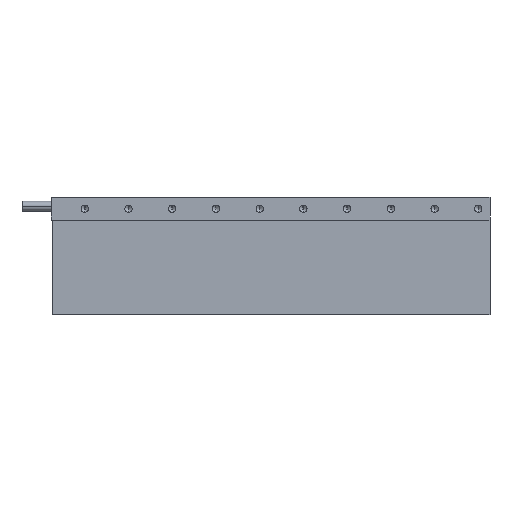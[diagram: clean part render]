
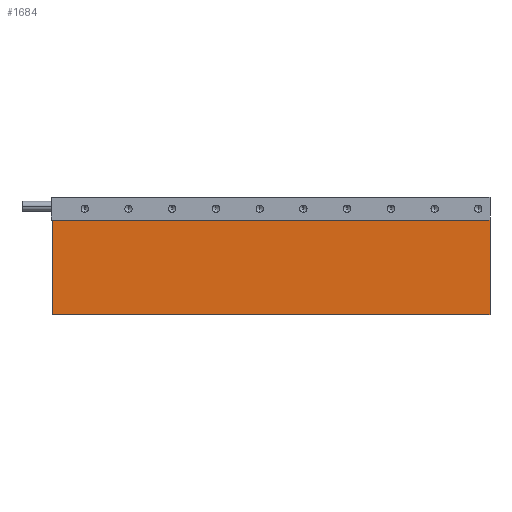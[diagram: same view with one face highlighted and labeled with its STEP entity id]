
A CAD part, front view. The second image highlights one B-rep face of the part: STEP entity #1684.
In plain terms, the highlighted planar face has unit normal (0, -1, 0).
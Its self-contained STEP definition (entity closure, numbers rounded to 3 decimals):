
#27 = EDGE_CURVE ( 'NONE', #4378, #524, #2821, .T. ) ;
#236 = CARTESIAN_POINT ( 'NONE',  ( -149.5, -3.05, -64.8 ) ) ;
#524 = VERTEX_POINT ( 'NONE', #3598 ) ;
#732 = CARTESIAN_POINT ( 'NONE',  ( -149.5, -3.05, -64.8 ) ) ;
#786 = VERTEX_POINT ( 'NONE', #732 ) ;
#842 = CARTESIAN_POINT ( 'NONE',  ( -149.5, -3.05, 0. ) ) ;
#931 = EDGE_CURVE ( 'NONE', #4378, #786, #2472, .T. ) ;
#1089 = CARTESIAN_POINT ( 'NONE',  ( 11., -3.05, -64.8 ) ) ;
#1114 = VECTOR ( 'NONE', #2742, 1000. ) ;
#1294 = LINE ( 'NONE', #842, #1114 ) ;
#1302 = ORIENTED_EDGE ( 'NONE', *, *, #27, .T. ) ;
#1382 = CARTESIAN_POINT ( 'NONE',  ( 150.5, -3.05, -64.8 ) ) ;
#1410 = VECTOR ( 'NONE', #1800, 1000. ) ;
#1476 = EDGE_CURVE ( 'NONE', #524, #3045, #1294, .T. ) ;
#1600 = ORIENTED_EDGE ( 'NONE', *, *, #3509, .F. ) ;
#1672 = DIRECTION ( 'NONE',  ( 0., 0., 1. ) ) ;
#1684 = ADVANCED_FACE ( 'NONE', ( #3540 ), #3924, .F. ) ;
#1739 = DIRECTION ( 'NONE',  ( -1., 0., 0. ) ) ;
#1748 = EDGE_LOOP ( 'NONE', ( #2588, #1600, #3235, #1302 ) ) ;
#1800 = DIRECTION ( 'NONE',  ( -1., 0., 0. ) ) ;
#2144 = LINE ( 'NONE', #236, #2721 ) ;
#2325 = CARTESIAN_POINT ( 'NONE',  ( -149.5, -3.05, 0. ) ) ;
#2472 = LINE ( 'NONE', #1089, #1410 ) ;
#2528 = DIRECTION ( 'NONE',  ( 0., 0., 1. ) ) ;
#2588 = ORIENTED_EDGE ( 'NONE', *, *, #1476, .T. ) ;
#2721 = VECTOR ( 'NONE', #1672, 1000. ) ;
#2742 = DIRECTION ( 'NONE',  ( -1., 0., 0. ) ) ;
#2821 = LINE ( 'NONE', #1382, #3558 ) ;
#3045 = VERTEX_POINT ( 'NONE', #2325 ) ;
#3118 = DIRECTION ( 'NONE',  ( 0., 1., 0. ) ) ;
#3235 = ORIENTED_EDGE ( 'NONE', *, *, #931, .F. ) ;
#3509 = EDGE_CURVE ( 'NONE', #786, #3045, #2144, .T. ) ;
#3512 = CARTESIAN_POINT ( 'NONE',  ( 150.5, -3.05, -64.8 ) ) ;
#3540 = FACE_OUTER_BOUND ( 'NONE', #1748, .T. ) ;
#3558 = VECTOR ( 'NONE', #2528, 1000. ) ;
#3598 = CARTESIAN_POINT ( 'NONE',  ( 150.5, -3.05, 0. ) ) ;
#3878 = CARTESIAN_POINT ( 'NONE',  ( -149.5, -3.05, -64.8 ) ) ;
#3924 = PLANE ( 'NONE',  #4059 ) ;
#4059 = AXIS2_PLACEMENT_3D ( 'NONE', #3878, #3118, #1739 ) ;
#4378 = VERTEX_POINT ( 'NONE', #3512 ) ;
